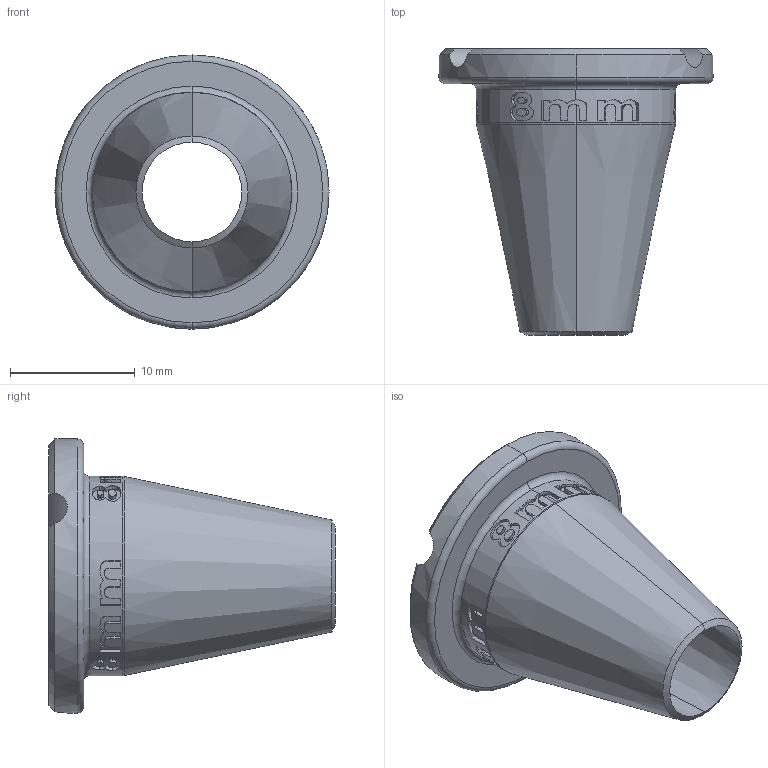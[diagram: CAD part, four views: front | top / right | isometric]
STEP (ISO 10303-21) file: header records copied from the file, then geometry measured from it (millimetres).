
FILE_DESCRIPTION (( 'STEP AP214' ), '1' );
FILE_NAME ('Nozzle_vpp_8mm.STEP', '2024-09-18T12:52:33', ( '' ), ( '' ), 'SwSTEP 2.0', 'SolidWorks 2024', '' );
FILE_SCHEMA (( 'AUTOMOTIVE_DESIGN' ));
Length unit declared in the file: millimetre
Products named in the file (1): Nozzle_vpp_8mm
Bounding box: 22 x 23 x 22 mm (x, y, z)
Volume: 2269.3 mm3; surface area: 2174.2 mm2
Topology: 1 solids, 1 shells, 212 faces, 577 edges, 380 vertices
Faces by surface type: bspline 96, plane 70, cylinder 24, cone 13, torus 9
Entity records: 20729 total; most frequent: CARTESIAN_POINT 16208, ORIENTED_EDGE 1154, EDGE_CURVE 577, DIRECTION 568, VERTEX_POINT 380, B_SPLINE_CURVE_WITH_KNOTS 334, EDGE_LOOP 227, FACE_OUTER_BOUND 212
